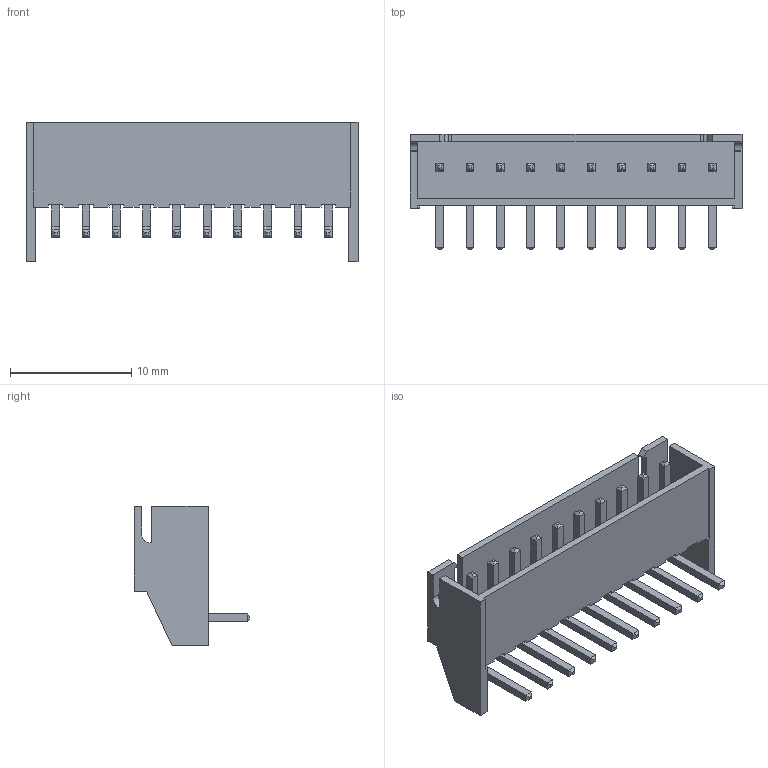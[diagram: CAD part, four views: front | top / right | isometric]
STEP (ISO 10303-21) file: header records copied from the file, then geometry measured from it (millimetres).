
FILE_DESCRIPTION(/* description */ (''),/* implementation_level */ '2;1');
FILE_NAME(/* name */ 'S10B-XH-A.stp',/* time_stamp */ '2017-04-07T20:55:19+09:00',/* author */ (''),/* organization */ (''),/* preprocessor_version */ 'ST-DEVELOPER v16.5',/* originating_system */ 'Autodesk Translation Framework v5.2.0.2920',/* authorisation */ '');
FILE_SCHEMA (('AUTOMOTIVE_DESIGN { 1 0 10303 214 3 1 1 }'));
Length unit declared in the file: millimetre
Products named in the file (1): S3B-XH-A v6
Bounding box: 27.4 x 9.5 x 11.5 mm (x, y, z)
Volume: 414.9 mm3; surface area: 1692.7 mm2
Topology: 11 solids, 11 shells, 306 faces, 770 edges, 486 vertices
Faces by surface type: plane 280, cylinder 26
Entity records: 8976 total; most frequent: CARTESIAN_POINT 1563, ORIENTED_EDGE 1540, DIRECTION 1436, EDGE_CURVE 770, LINE 718, VECTOR 718, VERTEX_POINT 486, AXIS2_PLACEMENT_3D 359
